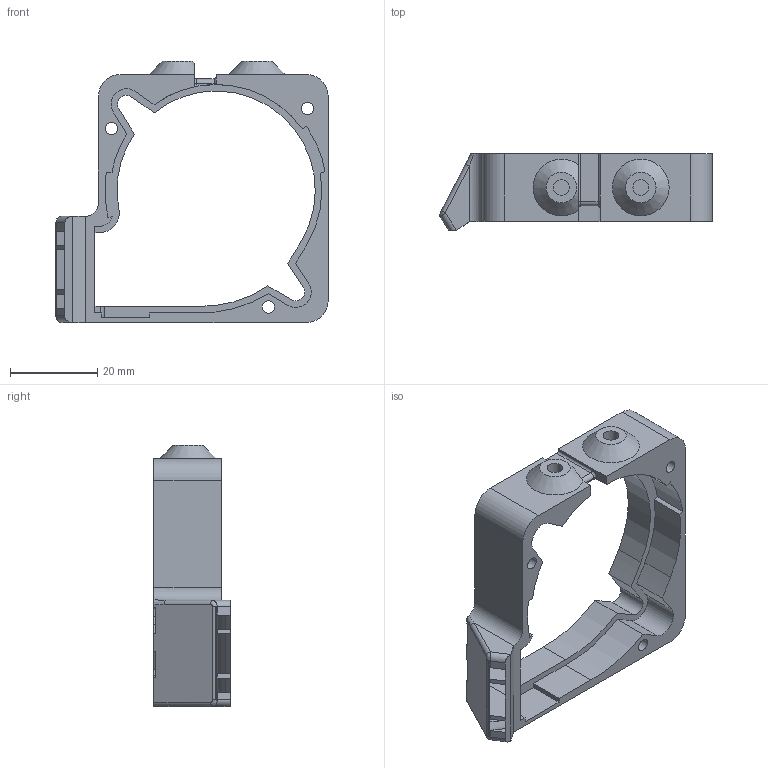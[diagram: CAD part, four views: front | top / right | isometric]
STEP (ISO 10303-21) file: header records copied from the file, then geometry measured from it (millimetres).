
FILE_DESCRIPTION(/* description */ (''),/* implementation_level */ '2;1');
FILE_NAME(/* name */ 'Part Fan Enclosure - BTT Microprobe Mount.step',/* time_stamp */ '2024-06-07T18:59:32-04:00',/* author */ (''),/* organization */ (''),/* preprocessor_version */ 'ST-DEVELOPER v20',/* originating_system */ 'Autodesk Translation Framework v13.14.0.145',/* authorisation */ '');
FILE_SCHEMA (('AUTOMOTIVE_DESIGN { 1 0 10303 214 3 1 1 }'));
Length unit declared in the file: millimetre
Products named in the file (1): Part Fan Enclosure (风扇围墙)[3DP]
Bounding box: 62.41 x 17.5 x 59.8 mm (x, y, z)
Volume: 13420.8 mm3; surface area: 10014.3 mm2
Topology: 1 solids, 1 shells, 148 faces, 436 edges, 283 vertices
Faces by surface type: plane 86, cylinder 53, bspline 5, cone 2, torus 2
Full cylindrical faces by diameter (mm): 1.8 x3, 2.8 x3, 3.6 x2
Entity records: 5352 total; most frequent: CARTESIAN_POINT 1244, ORIENTED_EDGE 876, DIRECTION 847, EDGE_CURVE 438, LINE 285, VECTOR 285, VERTEX_POINT 283, AXIS2_PLACEMENT_3D 281
